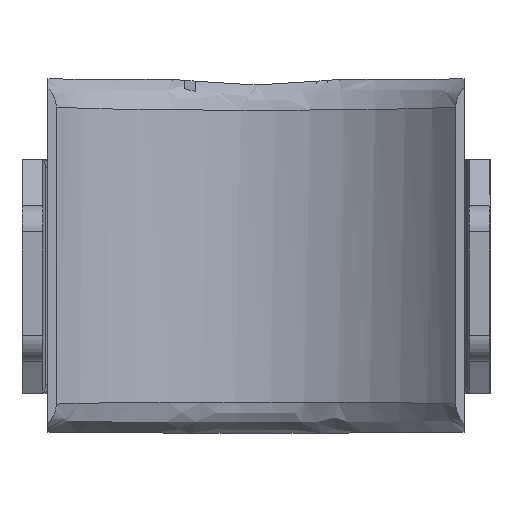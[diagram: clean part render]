
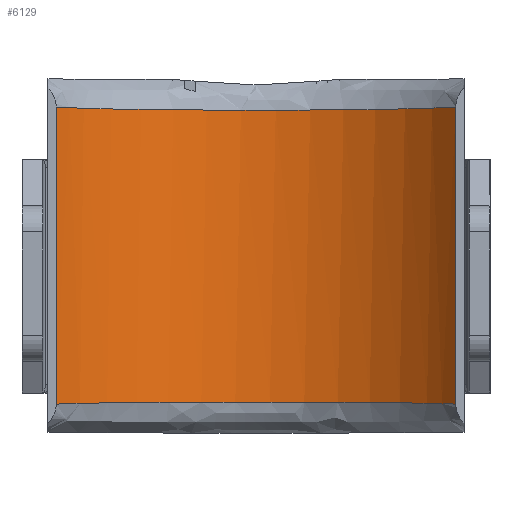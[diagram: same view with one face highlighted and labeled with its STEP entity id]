
A CAD part, front view. The second image highlights one B-rep face of the part: STEP entity #6129.
In plain terms, the highlighted cylindrical face has radius 25 mm (diameter 50 mm), a partial arc.
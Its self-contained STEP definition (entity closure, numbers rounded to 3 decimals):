
#147 = CARTESIAN_POINT ( 'NONE',  ( 14.562, -4.658, 14.137 ) ) ;
#318 = CARTESIAN_POINT ( 'NONE',  ( 1.837, 0., 14.042 ) ) ;
#407 = CARTESIAN_POINT ( 'NONE',  ( -13.799, -4.073, 14.121 ) ) ;
#582 = CARTESIAN_POINT ( 'NONE',  ( -8.492, -1.482, 14.066 ) ) ;
#678 = CARTESIAN_POINT ( 'NONE',  ( -19.209, -9., -14.279 ) ) ;
#736 = EDGE_CURVE ( 'NONE', #16752, #7093, #10324, .T. ) ;
#847 = CARTESIAN_POINT ( 'NONE',  ( -17.996, -7.623, -14.228 ) ) ;
#931 = CARTESIAN_POINT ( 'NONE',  ( 14.562, -4.658, -14.137 ) ) ;
#1347 = CARTESIAN_POINT ( 'NONE',  ( 18.032, -7.586, 14.224 ) ) ;
#1594 = CARTESIAN_POINT ( 'NONE',  ( 3.658, -0.201, 14.045 ) ) ;
#1633 = B_SPLINE_CURVE_WITH_KNOTS ( 'NONE', 3,
 ( #678, #13634, #847, #6058, #12602, #9931, #15173, #12347, #9758, #14833, #3058, #1864, #7098, #3404, #4609, #1953, #8302, #7010, #12259, #8476, #13723, #9847, #12689, #2280, #931, #8735, #3652, #8900 ),
 .UNSPECIFIED., .F., .F.,
 ( 4, 2, 2, 2, 2, 2, 2, 2, 2, 2, 2, 2, 2, 4 ),
 ( 0., 0.003, 0.004, 0.005, 0.011, 0.012, 0.014, 0.016, 0.022, 0.027, 0.033, 0.036, 0.038, 0.044 ),
 .UNSPECIFIED. ) ;
#1660 = CARTESIAN_POINT ( 'NONE',  ( -19.209, -9., 14.279 ) ) ;
#1678 = LINE ( 'NONE', #5361, #8225 ) ;
#1831 = EDGE_CURVE ( 'NONE', #5735, #16752, #12206, .T. ) ;
#1864 = CARTESIAN_POINT ( 'NONE',  ( -8.923, -1.642, -14.069 ) ) ;
#1953 = CARTESIAN_POINT ( 'NONE',  ( -3.65, -0.201, -14.045 ) ) ;
#2280 = CARTESIAN_POINT ( 'NONE',  ( 13.808, -4.139, -14.124 ) ) ;
#2785 = CARTESIAN_POINT ( 'NONE',  ( 11.434, -2.75, 14.091 ) ) ;
#2960 = CARTESIAN_POINT ( 'NONE',  ( -8.923, -1.642, 14.069 ) ) ;
#3058 = CARTESIAN_POINT ( 'NONE',  ( -9.771, -1.984, -14.076 ) ) ;
#3404 = CARTESIAN_POINT ( 'NONE',  ( -7.188, -1.038, -14.058 ) ) ;
#3652 = CARTESIAN_POINT ( 'NONE',  ( 18.032, -7.586, -14.224 ) ) ;
#4162 = CARTESIAN_POINT ( 'NONE',  ( 8.967, -1.593, 14.068 ) ) ;
#4515 = CARTESIAN_POINT ( 'NONE',  ( -15.616, -5.472, 14.16 ) ) ;
#4609 = CARTESIAN_POINT ( 'NONE',  ( -6.31, -0.792, -14.054 ) ) ;
#5361 = CARTESIAN_POINT ( 'NONE',  ( 19.209, -9., 17. ) ) ;
#5503 = CARTESIAN_POINT ( 'NONE',  ( -19.209, -9., 14.279 ) ) ;
#5617 = AXIS2_PLACEMENT_3D ( 'NONE', #7267, #12682, #6141 ) ;
#5707 = CARTESIAN_POINT ( 'NONE',  ( -17.007, -6.671, 14.197 ) ) ;
#5735 = VERTEX_POINT ( 'NONE', #8029 ) ;
#5793 = CARTESIAN_POINT ( 'NONE',  ( -9.771, -1.984, 14.076 ) ) ;
#6058 = CARTESIAN_POINT ( 'NONE',  ( -17.007, -6.671, -14.197 ) ) ;
#6129 = ADVANCED_FACE ( 'NONE', ( #12765 ), #9840, .F. ) ;
#6141 = DIRECTION ( 'NONE',  ( -1., 0., 0. ) ) ;
#6821 = CARTESIAN_POINT ( 'NONE',  ( -1.843, 0., 14.042 ) ) ;
#7010 = CARTESIAN_POINT ( 'NONE',  ( 1.837, 0., -14.042 ) ) ;
#7093 = VERTEX_POINT ( 'NONE', #13504 ) ;
#7098 = CARTESIAN_POINT ( 'NONE',  ( -8.492, -1.482, -14.066 ) ) ;
#7178 = CARTESIAN_POINT ( 'NONE',  ( -7.188, -1.038, 14.058 ) ) ;
#7267 = CARTESIAN_POINT ( 'NONE',  ( 0., -25., 17. ) ) ;
#7833 = DIRECTION ( 'NONE',  ( 0., 0., -1. ) ) ;
#8027 = CARTESIAN_POINT ( 'NONE',  ( 12.238, -3.181, 14.101 ) ) ;
#8029 = CARTESIAN_POINT ( 'NONE',  ( 19.209, -9., 14.279 ) ) ;
#8225 = VECTOR ( 'NONE', #12075, 1000. ) ;
#8302 = CARTESIAN_POINT ( 'NONE',  ( -1.843, 0., -14.042 ) ) ;
#8437 = ORIENTED_EDGE ( 'NONE', *, *, #736, .T. ) ;
#8476 = CARTESIAN_POINT ( 'NONE',  ( 7.248, -1.003, -14.058 ) ) ;
#8735 = CARTESIAN_POINT ( 'NONE',  ( 16.721, -6.326, -14.184 ) ) ;
#8900 = CARTESIAN_POINT ( 'NONE',  ( 19.209, -9., -14.279 ) ) ;
#9044 = CARTESIAN_POINT ( 'NONE',  ( -19.209, -9., 17. ) ) ;
#9161 = CARTESIAN_POINT ( 'NONE',  ( 16.721, -6.326, 14.184 ) ) ;
#9405 = CARTESIAN_POINT ( 'NONE',  ( 7.248, -1.003, 14.058 ) ) ;
#9758 = CARTESIAN_POINT ( 'NONE',  ( -12.248, -3.13, -14.099 ) ) ;
#9838 = CARTESIAN_POINT ( 'NONE',  ( -10.189, -2.166, 14.079 ) ) ;
#9840 = CYLINDRICAL_SURFACE ( 'NONE', #5617, 25. ) ;
#9847 = CARTESIAN_POINT ( 'NONE',  ( 11.434, -2.75, -14.091 ) ) ;
#9926 = CARTESIAN_POINT ( 'NONE',  ( 19.209, -9., -14.279 ) ) ;
#9931 = CARTESIAN_POINT ( 'NONE',  ( -15.974, -5.763, -14.169 ) ) ;
#10324 = LINE ( 'NONE', #9044, #11375 ) ;
#10935 = CARTESIAN_POINT ( 'NONE',  ( -18.621, -8.293, 14.252 ) ) ;
#10941 = EDGE_LOOP ( 'NONE', ( #8437, #14680, #15686, #12168 ) ) ;
#11222 = CARTESIAN_POINT ( 'NONE',  ( -15.974, -5.763, 14.169 ) ) ;
#11227 = EDGE_CURVE ( 'NONE', #5735, #11310, #1678, .T. ) ;
#11310 = VERTEX_POINT ( 'NONE', #9926 ) ;
#11375 = VECTOR ( 'NONE', #7833, 1000. ) ;
#12073 = CARTESIAN_POINT ( 'NONE',  ( -3.65, -0.201, 14.045 ) ) ;
#12075 = DIRECTION ( 'NONE',  ( 0., 0., -1. ) ) ;
#12168 = ORIENTED_EDGE ( 'NONE', *, *, #1831, .T. ) ;
#12206 = B_SPLINE_CURVE_WITH_KNOTS ( 'NONE', 3,
 ( #15934, #1347, #9161, #147, #14557, #8027, #2785, #4162, #9405, #1594, #318, #6821, #12073, #16452, #7178, #582, #2960, #5793, #9838, #12513, #407, #4515, #11222, #12251, #5707, #14908, #10935, #1660 ),
 .UNSPECIFIED., .F., .F.,
 ( 4, 2, 2, 2, 2, 2, 2, 2, 2, 2, 2, 2, 2, 4 ),
 ( 0., 0.005, 0.008, 0.011, 0.016, 0.022, 0.027, 0.03, 0.031, 0.033, 0.038, 0.04, 0.041, 0.044 ),
 .UNSPECIFIED. ) ;
#12251 = CARTESIAN_POINT ( 'NONE',  ( -16.669, -6.362, 14.187 ) ) ;
#12259 = CARTESIAN_POINT ( 'NONE',  ( 3.658, -0.201, -14.045 ) ) ;
#12347 = CARTESIAN_POINT ( 'NONE',  ( -13.799, -4.073, -14.121 ) ) ;
#12513 = CARTESIAN_POINT ( 'NONE',  ( -12.248, -3.13, 14.099 ) ) ;
#12602 = CARTESIAN_POINT ( 'NONE',  ( -16.669, -6.362, -14.187 ) ) ;
#12682 = DIRECTION ( 'NONE',  ( 0., 0., -1. ) ) ;
#12689 = CARTESIAN_POINT ( 'NONE',  ( 12.238, -3.181, -14.101 ) ) ;
#12765 = FACE_OUTER_BOUND ( 'NONE', #10941, .T. ) ;
#13171 = EDGE_CURVE ( 'NONE', #7093, #11310, #1633, .T. ) ;
#13504 = CARTESIAN_POINT ( 'NONE',  ( -19.209, -9., -14.279 ) ) ;
#13634 = CARTESIAN_POINT ( 'NONE',  ( -18.621, -8.293, -14.252 ) ) ;
#13723 = CARTESIAN_POINT ( 'NONE',  ( 8.967, -1.593, -14.068 ) ) ;
#14557 = CARTESIAN_POINT ( 'NONE',  ( 13.808, -4.139, 14.124 ) ) ;
#14680 = ORIENTED_EDGE ( 'NONE', *, *, #13171, .T. ) ;
#14833 = CARTESIAN_POINT ( 'NONE',  ( -10.189, -2.166, -14.079 ) ) ;
#14908 = CARTESIAN_POINT ( 'NONE',  ( -17.996, -7.623, 14.228 ) ) ;
#15173 = CARTESIAN_POINT ( 'NONE',  ( -15.616, -5.472, -14.16 ) ) ;
#15686 = ORIENTED_EDGE ( 'NONE', *, *, #11227, .F. ) ;
#15934 = CARTESIAN_POINT ( 'NONE',  ( 19.209, -9., 14.279 ) ) ;
#16452 = CARTESIAN_POINT ( 'NONE',  ( -6.31, -0.792, 14.054 ) ) ;
#16752 = VERTEX_POINT ( 'NONE', #5503 ) ;
